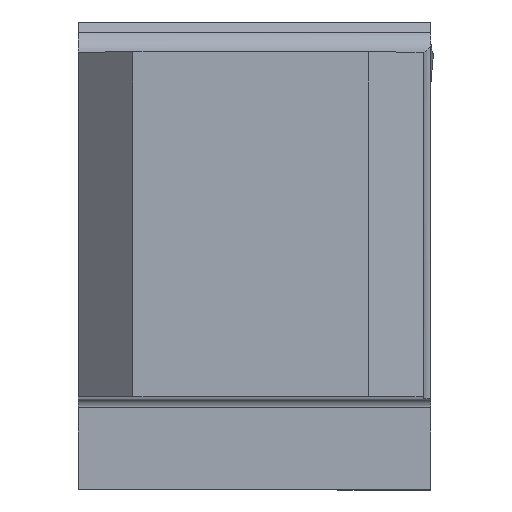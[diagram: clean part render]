
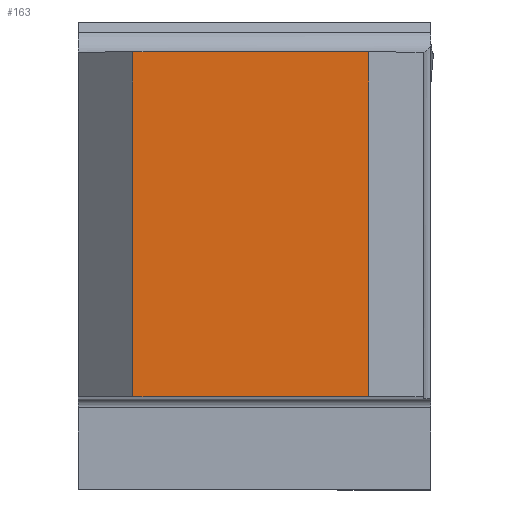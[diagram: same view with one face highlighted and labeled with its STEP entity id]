
A CAD part, top view. The second image highlights one B-rep face of the part: STEP entity #163.
In plain terms, the highlighted planar face has unit normal (0, 0, 1).
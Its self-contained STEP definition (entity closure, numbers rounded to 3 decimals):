
#163=ADVANCED_FACE('CU_BACK_SU1',(#279),#237,.F.);
#237=PLANE('',#1599);
#279=FACE_OUTER_BOUND('',#355,.T.);
#355=EDGE_LOOP('',(#734,#735,#736,#737));
#446=LINE('',#2243,#582);
#447=LINE('',#2246,#583);
#448=LINE('',#2248,#584);
#449=LINE('',#2250,#585);
#582=VECTOR('',#1782,1.);
#583=VECTOR('',#1783,1.);
#584=VECTOR('',#1784,1.);
#585=VECTOR('',#1785,1.);
#734=ORIENTED_EDGE('',*,*,#1278,.F.);
#735=ORIENTED_EDGE('',*,*,#1279,.T.);
#736=ORIENTED_EDGE('',*,*,#1280,.T.);
#737=ORIENTED_EDGE('',*,*,#1281,.F.);
#1138=VERTEX_POINT('',#2244);
#1139=VERTEX_POINT('',#2245);
#1140=VERTEX_POINT('',#2247);
#1141=VERTEX_POINT('',#2249);
#1278=EDGE_CURVE('',#1138,#1139,#446,.T.);
#1279=EDGE_CURVE('',#1138,#1140,#447,.T.);
#1280=EDGE_CURVE('',#1140,#1141,#448,.T.);
#1281=EDGE_CURVE('',#1139,#1141,#449,.T.);
#1599=AXIS2_PLACEMENT_3D('',#2251,#1786,#1787);
#1782=DIRECTION('',(0.,1.,0.));
#1783=DIRECTION('',(1.,0.,0.));
#1784=DIRECTION('',(0.,1.,0.));
#1785=DIRECTION('',(1.,0.,0.));
#1786=DIRECTION('',(0.,0.,-1.));
#1787=DIRECTION('',(-1.,0.,0.));
#2243=CARTESIAN_POINT('',(3.,0.,0.));
#2244=CARTESIAN_POINT('',(3.,0.,0.));
#2245=CARTESIAN_POINT('',(3.,18.975,0.));
#2246=CARTESIAN_POINT('',(-110.,0.,0.));
#2247=CARTESIAN_POINT('',(15.975,0.,0.));
#2248=CARTESIAN_POINT('',(15.975,0.,0.));
#2249=CARTESIAN_POINT('',(15.975,18.975,0.));
#2250=CARTESIAN_POINT('',(-110.,18.975,0.));
#2251=CARTESIAN_POINT('',(42.556,38.975,0.));
